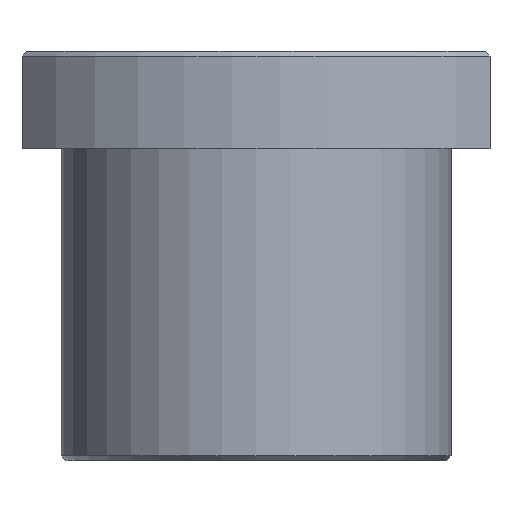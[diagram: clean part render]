
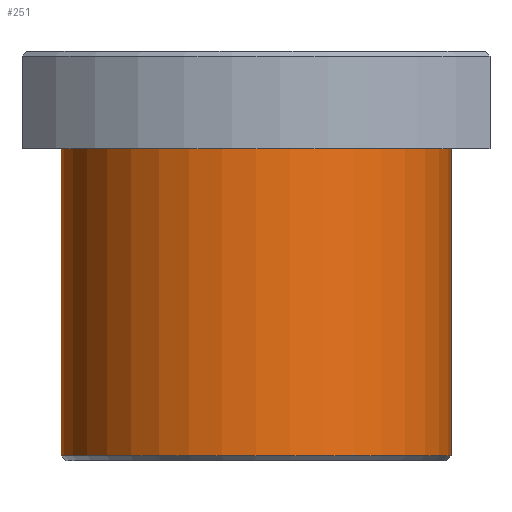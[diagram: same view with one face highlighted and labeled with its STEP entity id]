
A CAD part, front view. The second image highlights one B-rep face of the part: STEP entity #251.
In plain terms, the highlighted cylindrical face has radius 20 mm (diameter 40 mm), a full revolution.
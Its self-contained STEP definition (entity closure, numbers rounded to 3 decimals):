
#80=CYLINDRICAL_SURFACE('',#2641,20.);
#92=CIRCLE('',#2639,20.);
#93=CIRCLE('',#2640,20.);
#251=ADVANCED_FACE('',(#673,#674),#80,.T.);
#673=FACE_BOUND('',#763,.T.);
#674=FACE_BOUND('',#764,.T.);
#763=EDGE_LOOP('',(#1043));
#764=EDGE_LOOP('',(#1044));
#1043=ORIENTED_EDGE('',*,*,#1986,.T.);
#1044=ORIENTED_EDGE('',*,*,#1987,.T.);
#1743=VERTEX_POINT('',#3989);
#1744=VERTEX_POINT('',#3991);
#1986=EDGE_CURVE('',#1743,#1743,#92,.T.);
#1987=EDGE_CURVE('',#1744,#1744,#93,.T.);
#2639=AXIS2_PLACEMENT_3D('',#3988,#2871,#2872);
#2640=AXIS2_PLACEMENT_3D('',#3990,#2873,#2874);
#2641=AXIS2_PLACEMENT_3D('',#3992,#2875,#2876);
#2871=DIRECTION('',(0.,0.,1.));
#2872=DIRECTION('',(1.,0.,0.));
#2873=DIRECTION('',(0.,0.,-1.));
#2874=DIRECTION('',(1.,0.,0.));
#2875=DIRECTION('',(0.,0.,-1.));
#2876=DIRECTION('',(-1.,0.,0.));
#3988=CARTESIAN_POINT('',(0.,0.,-41.5));
#3989=CARTESIAN_POINT('',(20.,0.,-41.5));
#3990=CARTESIAN_POINT('',(0.,0.,-10.));
#3991=CARTESIAN_POINT('',(20.,0.,-10.));
#3992=CARTESIAN_POINT('',(0.,0.,0.));
